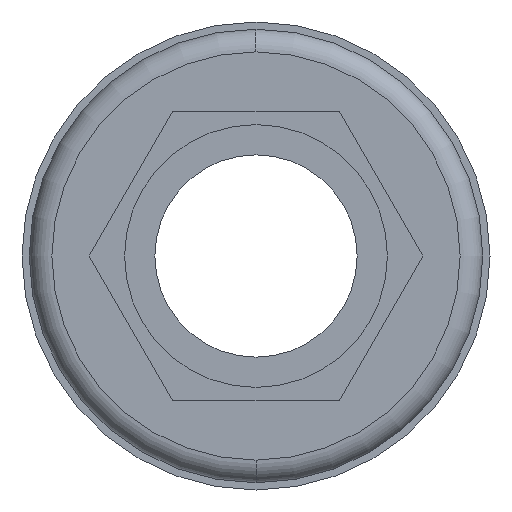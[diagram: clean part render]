
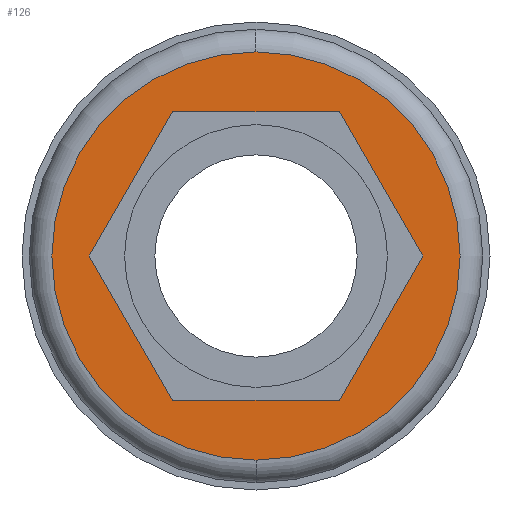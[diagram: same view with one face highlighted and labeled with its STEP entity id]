
A CAD part, front view. The second image highlights one B-rep face of the part: STEP entity #126.
In plain terms, the highlighted planar face has unit normal (0, -1, 0).
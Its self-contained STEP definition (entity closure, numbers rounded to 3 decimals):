
#126=ADVANCED_FACE('',(#308,#309),#310,.T.);
#308=FACE_BOUND('',#553,.T.);
#309=FACE_OUTER_BOUND('',#554,.T.);
#310=PLANE('',#555);
#553=EDGE_LOOP('',(#857,#858,#859,#860,#861,#862));
#554=EDGE_LOOP('',(#863,#864,#865));
#555=AXIS2_PLACEMENT_3D('',#866,#867,#868);
#857=ORIENTED_EDGE('',*,*,#1427,.T.);
#858=ORIENTED_EDGE('',*,*,#1410,.T.);
#859=ORIENTED_EDGE('',*,*,#1428,.T.);
#860=ORIENTED_EDGE('',*,*,#1429,.T.);
#861=ORIENTED_EDGE('',*,*,#1430,.T.);
#862=ORIENTED_EDGE('',*,*,#1431,.T.);
#863=ORIENTED_EDGE('',*,*,#1432,.F.);
#864=ORIENTED_EDGE('',*,*,#1433,.F.);
#865=ORIENTED_EDGE('',*,*,#1417,.F.);
#866=CARTESIAN_POINT('',(3.533,0.0,0.0));
#867=DIRECTION('',(-0.0,-1.0,-0.0));
#868=DIRECTION('',(-1.0,0.0,0.0));
#1410=EDGE_CURVE('',#1681,#1679,#1682,.T.);
#1417=EDGE_CURVE('',#1692,#1685,#1694,.T.);
#1427=EDGE_CURVE('',#1710,#1681,#1711,.T.);
#1428=EDGE_CURVE('',#1679,#1712,#1713,.T.);
#1429=EDGE_CURVE('',#1712,#1714,#1715,.T.);
#1430=EDGE_CURVE('',#1714,#1716,#1717,.T.);
#1431=EDGE_CURVE('',#1716,#1710,#1718,.T.);
#1432=EDGE_CURVE('',#1719,#1692,#1720,.T.);
#1433=EDGE_CURVE('',#1685,#1719,#1721,.T.);
#1679=VERTEX_POINT('',#2048);
#1681=VERTEX_POINT('',#2051);
#1682=LINE('',#2052,#2053);
#1685=VERTEX_POINT('',#2057);
#1692=VERTEX_POINT('',#2064);
#1694=CIRCLE('',#2066,7.065);
#1710=VERTEX_POINT('',#2116);
#1711=LINE('',#2117,#2118);
#1712=VERTEX_POINT('',#2119);
#1713=LINE('',#2120,#2121);
#1714=VERTEX_POINT('',#2122);
#1715=LINE('',#2123,#2124);
#1716=VERTEX_POINT('',#2125);
#1717=LINE('',#2126,#2127);
#1718=LINE('',#2128,#2129);
#1719=VERTEX_POINT('',#2130);
#1720=CIRCLE('',#2131,7.065);
#1721=CIRCLE('',#2132,7.065);
#2048=CARTESIAN_POINT('',(2.887,0.0,-5.0));
#2051=CARTESIAN_POINT('',(5.774,0.0,0.));
#2052=CARTESIAN_POINT('',(4.772,0.0,-1.735));
#2053=VECTOR('',#2664,1.0);
#2057=CARTESIAN_POINT('',(0.,0.0,7.065));
#2064=CARTESIAN_POINT('',(0.,0.0,-7.065));
#2066=AXIS2_PLACEMENT_3D('',#2678,#2679,#2680);
#2116=CARTESIAN_POINT('',(2.887,0.0,5.0));
#2117=CARTESIAN_POINT('',(4.772,0.0,1.735));
#2118=VECTOR('',#2688,1.0);
#2119=CARTESIAN_POINT('',(-2.887,0.0,-5.0));
#2120=CARTESIAN_POINT('',(1.766,0.0,-5.0));
#2121=VECTOR('',#2689,1.0);
#2122=CARTESIAN_POINT('',(-5.774,0.0,0.));
#2123=CARTESIAN_POINT('',(-3.889,0.0,-3.265));
#2124=VECTOR('',#2690,1.0);
#2125=CARTESIAN_POINT('',(-2.887,0.0,5.0));
#2126=CARTESIAN_POINT('',(-3.889,0.0,3.265));
#2127=VECTOR('',#2691,1.0);
#2128=CARTESIAN_POINT('',(1.766,0.0,5.0));
#2129=VECTOR('',#2692,1.0);
#2130=CARTESIAN_POINT('',(7.065,0.0,0.0));
#2131=AXIS2_PLACEMENT_3D('',#2693,#2694,#2695);
#2132=AXIS2_PLACEMENT_3D('',#2696,#2697,#2698);
#2664=DIRECTION('',(-0.5,0.0,-0.866));
#2678=CARTESIAN_POINT('',(0.0,0.0,0.0));
#2679=DIRECTION('',(-0.0,1.0,0.0));
#2680=DIRECTION('',(1.0,0.0,0.0));
#2688=DIRECTION('',(0.5,0.0,-0.866));
#2689=DIRECTION('',(-1.0,0.0,0.0));
#2690=DIRECTION('',(-0.5,0.0,0.866));
#2691=DIRECTION('',(0.5,-0.0,0.866));
#2692=DIRECTION('',(1.0,-0.0,0.));
#2693=CARTESIAN_POINT('',(0.0,0.0,0.0));
#2694=DIRECTION('',(-0.0,1.0,0.0));
#2695=DIRECTION('',(1.0,0.0,0.0));
#2696=CARTESIAN_POINT('',(0.0,0.0,0.0));
#2697=DIRECTION('',(-0.0,1.0,0.0));
#2698=DIRECTION('',(1.0,0.0,0.0));
